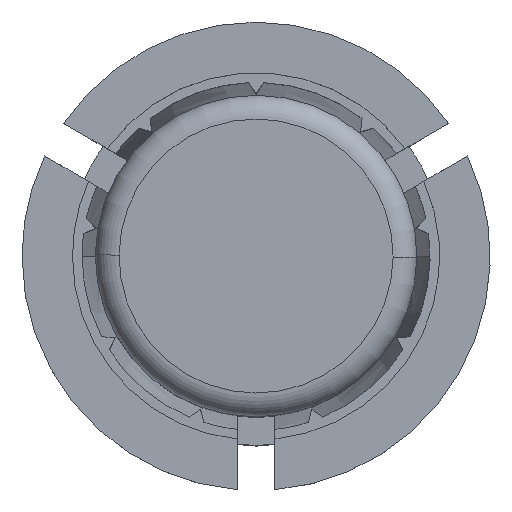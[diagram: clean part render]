
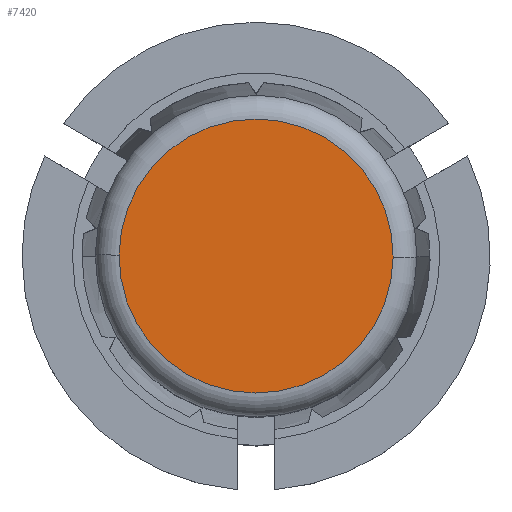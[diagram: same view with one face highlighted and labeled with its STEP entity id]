
A CAD part, top view. The second image highlights one B-rep face of the part: STEP entity #7420.
In plain terms, the highlighted face is planar.
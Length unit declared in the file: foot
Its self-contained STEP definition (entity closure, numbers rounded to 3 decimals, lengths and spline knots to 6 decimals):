
#250 = DIRECTION ( 'NONE',  ( 0., 0., 1. ) ) ;
#368 = VERTEX_POINT ( 'NONE', #9784 ) ;
#768 = VERTEX_POINT ( 'NONE', #10406 ) ;
#905 = EDGE_LOOP ( 'NONE', ( #6262, #5430 ) ) ;
#2427 = DIRECTION ( 'NONE',  ( 0., -1., 0. ) ) ;
#2940 = CIRCLE ( 'NONE', #10445, 0.015 ) ;
#3030 = CARTESIAN_POINT ( 'NONE',  ( 0., 0.045625, 0. ) ) ;
#3959 = DIRECTION ( 'NONE',  ( 0., 0., -1. ) ) ;
#5069 = EDGE_CURVE ( 'NONE', #768, #368, #2940, .T. ) ;
#5430 = ORIENTED_EDGE ( 'NONE', *, *, #10556, .F. ) ;
#5768 = PLANE ( 'NONE',  #11158 ) ;
#5804 = DIRECTION ( 'NONE',  ( 0., 1., 0. ) ) ;
#6262 = ORIENTED_EDGE ( 'NONE', *, *, #5069, .F. ) ;
#7420 = ADVANCED_FACE ( 'NONE', ( #10396 ), #5768, .T. ) ;
#7783 = CIRCLE ( 'NONE', #9341, 0.015 ) ;
#7939 = CARTESIAN_POINT ( 'NONE',  ( 0., 0.045625, 0. ) ) ;
#8846 = DIRECTION ( 'NONE',  ( 0., 0., -1. ) ) ;
#9341 = AXIS2_PLACEMENT_3D ( 'NONE', #7939, #2427, #8846 ) ;
#9430 = DIRECTION ( 'NONE',  ( 0., -1., 0. ) ) ;
#9436 = CARTESIAN_POINT ( 'NONE',  ( 0., 0.045625, 0. ) ) ;
#9784 = CARTESIAN_POINT ( 'NONE',  ( 0., 0.045625, 0.015 ) ) ;
#10396 = FACE_OUTER_BOUND ( 'NONE', #905, .T. ) ;
#10406 = CARTESIAN_POINT ( 'NONE',  ( 0., 0.045625, -0.015 ) ) ;
#10445 = AXIS2_PLACEMENT_3D ( 'NONE', #3030, #9430, #3959 ) ;
#10556 = EDGE_CURVE ( 'NONE', #368, #768, #7783, .T. ) ;
#11158 = AXIS2_PLACEMENT_3D ( 'NONE', #9436, #5804, #250 ) ;
